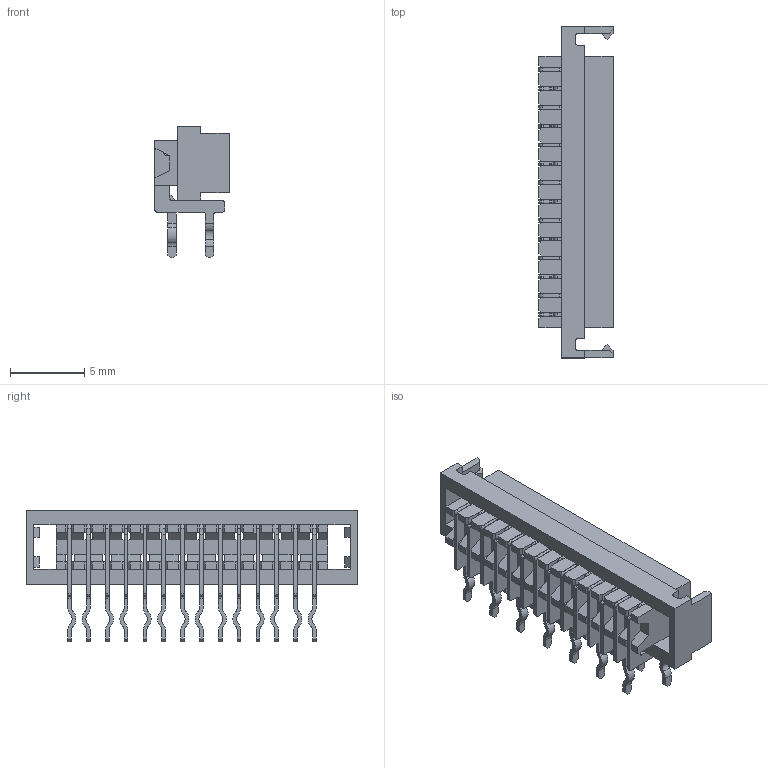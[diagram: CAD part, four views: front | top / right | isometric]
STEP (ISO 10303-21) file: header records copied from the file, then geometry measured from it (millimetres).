
FILE_DESCRIPTION(/* description */ ('Unknown'),/* implementation_level */ '2;1');
FILE_NAME(/* name */ 'J_Wurth_WR-MM_690368191472',/* time_stamp */ '2025-05-08T15:21:30+08:00',/* author */ ('Unknown'),/* organization */ ('Unknown'),/* preprocessor_version */ 'ST-DEVELOPER v19.4',/* originating_system */ 'Solid Edge',/* authorisation */ 'Unknown');
FILE_SCHEMA (('AUTOMOTIVE_DESIGN {1 0 10303 214 3 1 1}'));
Length unit declared in the file: millimetre
Products named in the file (2): J_Wurth_WR-MM_690368191472
Assembly tree (1 placements, depth 2):
  J_Wurth_WR-MM_690368191472
    J_Wurth_WR-MM_690368191472
Bounding box: 5 x 22.38 x 8.9 mm (x, y, z)
Volume: 366.7 mm3; surface area: 1420 mm2
Topology: 15 solids, 15 shells, 1326 faces, 3823 edges, 2510 vertices
Faces by surface type: plane 947, cylinder 379
Entity records: 43417 total; most frequent: CARTESIAN_POINT 7661, ORIENTED_EDGE 7646, DIRECTION 7237, EDGE_CURVE 3823, LINE 3065, VECTOR 3065, VERTEX_POINT 2510, AXIS2_PLACEMENT_3D 2086
